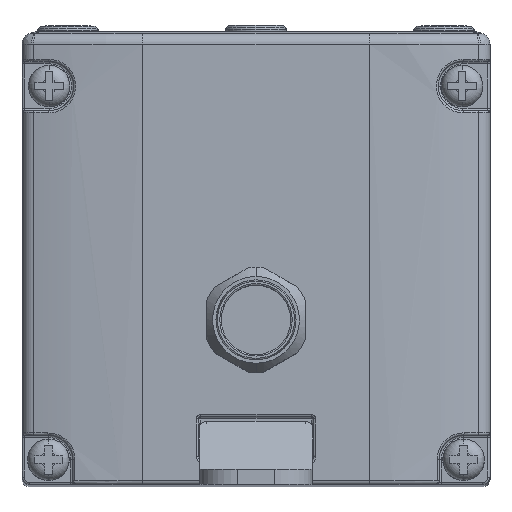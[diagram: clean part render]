
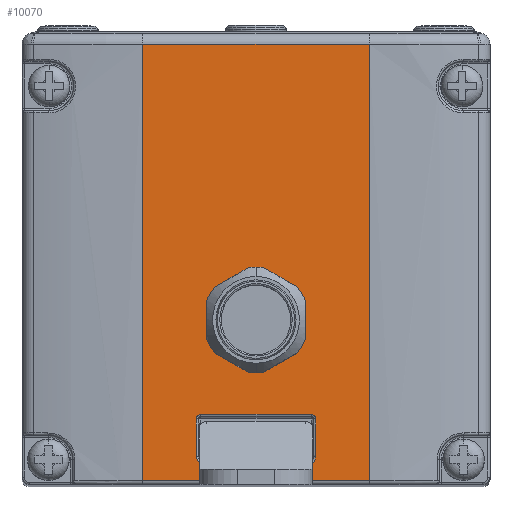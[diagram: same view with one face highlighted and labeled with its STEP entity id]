
A CAD part, top view. The second image highlights one B-rep face of the part: STEP entity #10070.
In plain terms, the highlighted planar face has unit normal (0, 0, 1).
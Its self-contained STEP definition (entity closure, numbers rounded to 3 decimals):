
#683 = ORIENTED_EDGE ( 'NONE', *, *, #12152, .F. ) ;
#684 = VERTEX_POINT ( 'NONE', #5797 ) ;
#703 = EDGE_CURVE ( 'NONE', #14052, #20678, #20291, .T. ) ;
#900 = CARTESIAN_POINT ( 'NONE',  ( 7.9, -26.773, 7. ) ) ;
#1116 = CARTESIAN_POINT ( 'NONE',  ( 7.651, -27.124, 7. ) ) ;
#1507 = LINE ( 'NONE', #11405, #17375 ) ;
#1781 = CARTESIAN_POINT ( 'NONE',  ( 7.9, -21.3, 7. ) ) ;
#1799 = DIRECTION ( 'NONE',  ( 0., 0., -1. ) ) ;
#1881 = VECTOR ( 'NONE', #6920, 1000. ) ;
#2558 = ORIENTED_EDGE ( 'NONE', *, *, #7789, .T. ) ;
#2913 = ORIENTED_EDGE ( 'NONE', *, *, #5370, .T. ) ;
#2957 = VERTEX_POINT ( 'NONE', #16431 ) ;
#3060 = FACE_BOUND ( 'NONE', #16691, .T. ) ;
#3071 = DIRECTION ( 'NONE',  ( -1., 0., 0. ) ) ;
#3182 = ORIENTED_EDGE ( 'NONE', *, *, #6857, .T. ) ;
#3301 = CARTESIAN_POINT ( 'NONE',  ( -15., 28.349, 7. ) ) ;
#3425 =( BOUNDED_CURVE ( )  B_SPLINE_CURVE ( 3, ( #15791, #900, #1116, #6117 ),
 .UNSPECIFIED., .F., .T. ) 
 B_SPLINE_CURVE_WITH_KNOTS ( ( 4, 4 ),
 ( 1.571, 3.142 ),
 .UNSPECIFIED. ) 
 CURVE ( )  GEOMETRIC_REPRESENTATION_ITEM ( )  RATIONAL_B_SPLINE_CURVE ( ( 1., 0.805, 0.805, 1. ) ) 
 REPRESENTATION_ITEM ( '' )  );
#3553 = VERTEX_POINT ( 'NONE', #6769 ) ;
#3722 = AXIS2_PLACEMENT_3D ( 'NONE', #17129, #20624, #20406 ) ;
#4239 = ORIENTED_EDGE ( 'NONE', *, *, #19224, .T. ) ;
#4276 = EDGE_CURVE ( 'NONE', #9676, #684, #10334, .T. ) ;
#4444 = VERTEX_POINT ( 'NONE', #3301 ) ;
#4509 = VECTOR ( 'NONE', #16482, 1000. ) ;
#4820 = CARTESIAN_POINT ( 'NONE',  ( -15., -29.5, 7. ) ) ;
#4825 = ORIENTED_EDGE ( 'NONE', *, *, #9194, .T. ) ;
#5008 = DIRECTION ( 'NONE',  ( 0., 0., -1. ) ) ;
#5370 = EDGE_CURVE ( 'NONE', #11240, #14938, #7565, .T. ) ;
#5797 = CARTESIAN_POINT ( 'NONE',  ( 5.8, -8.2, 7. ) ) ;
#5945 = VERTEX_POINT ( 'NONE', #21383 ) ;
#6117 = CARTESIAN_POINT ( 'NONE',  ( 7.3, -27.124, 7. ) ) ;
#6132 = CARTESIAN_POINT ( 'NONE',  ( -7.3, -27.124, 7. ) ) ;
#6438 = CARTESIAN_POINT ( 'NONE',  ( 0., 28.349, 7. ) ) ;
#6703 = LINE ( 'NONE', #8009, #4509 ) ;
#6769 = CARTESIAN_POINT ( 'NONE',  ( 7.3, -20.7, 7. ) ) ;
#6796 = CARTESIAN_POINT ( 'NONE',  ( 7.9, -26.276, 7. ) ) ;
#6857 = EDGE_CURVE ( 'NONE', #3553, #11240, #7639, .T. ) ;
#6920 = DIRECTION ( 'NONE',  ( 0., -1., 0. ) ) ;
#7011 = CARTESIAN_POINT ( 'NONE',  ( -7.3, -21.3, 7. ) ) ;
#7565 = LINE ( 'NONE', #14189, #19083 ) ;
#7639 = CIRCLE ( 'NONE', #11833, 0.6 ) ;
#7662 = DIRECTION ( 'NONE',  ( -1., 0., 0. ) ) ;
#7745 = CARTESIAN_POINT ( 'NONE',  ( -7.9, -21.3, 7. ) ) ;
#7789 = EDGE_CURVE ( 'NONE', #8673, #8593, #17714, .T. ) ;
#7905 = EDGE_CURVE ( 'NONE', #4444, #8673, #1507, .T. ) ;
#8009 = CARTESIAN_POINT ( 'NONE',  ( 7.3, -20.7, 7. ) ) ;
#8056 = CARTESIAN_POINT ( 'NONE',  ( -7.9, -26.773, 7. ) ) ;
#8352 = EDGE_LOOP ( 'NONE', ( #20587, #17565, #20781, #3182, #2913, #20117, #4239, #16327 ) ) ;
#8371 = EDGE_CURVE ( 'NONE', #2957, #3553, #6703, .T. ) ;
#8593 = VERTEX_POINT ( 'NONE', #13954 ) ;
#8673 = VERTEX_POINT ( 'NONE', #4820 ) ;
#8744 = DIRECTION ( 'NONE',  ( 0., 0., -1. ) ) ;
#8854 = CARTESIAN_POINT ( 'NONE',  ( 7.3, -21.3, 7. ) ) ;
#9194 = EDGE_CURVE ( 'NONE', #684, #9676, #11160, .T. ) ;
#9676 = VERTEX_POINT ( 'NONE', #20183 ) ;
#9831 = LINE ( 'NONE', #6438, #18927 ) ;
#10017 = VECTOR ( 'NONE', #12425, 1000. ) ;
#10030 = DIRECTION ( 'NONE',  ( 1., 0., 0. ) ) ;
#10070 = ADVANCED_FACE ( 'NONE', ( #13285, #3060, #16209 ), #19496, .T. ) ;
#10334 = CIRCLE ( 'NONE', #3722, 5.8 ) ;
#10350 =( BOUNDED_CURVE ( )  B_SPLINE_CURVE ( 3, ( #19372, #11112, #8056, #11220 ),
 .UNSPECIFIED., .F., .T. ) 
 B_SPLINE_CURVE_WITH_KNOTS ( ( 4, 4 ),
 ( 0., 1.571 ),
 .UNSPECIFIED. ) 
 CURVE ( )  GEOMETRIC_REPRESENTATION_ITEM ( )  RATIONAL_B_SPLINE_CURVE ( ( 1., 0.805, 0.805, 1. ) ) 
 REPRESENTATION_ITEM ( '' )  );
#10625 = VERTEX_POINT ( 'NONE', #11740 ) ;
#10738 = ORIENTED_EDGE ( 'NONE', *, *, #7905, .T. ) ;
#10776 = VECTOR ( 'NONE', #7662, 1000. ) ;
#11112 = CARTESIAN_POINT ( 'NONE',  ( -7.651, -27.124, 7. ) ) ;
#11160 = CIRCLE ( 'NONE', #15308, 5.8 ) ;
#11220 = CARTESIAN_POINT ( 'NONE',  ( -7.9, -26.276, 7. ) ) ;
#11240 = VERTEX_POINT ( 'NONE', #1781 ) ;
#11405 = CARTESIAN_POINT ( 'NONE',  ( -15., 30., 7. ) ) ;
#11740 = CARTESIAN_POINT ( 'NONE',  ( -7.3, -27.124, 7. ) ) ;
#11833 = AXIS2_PLACEMENT_3D ( 'NONE', #8854, #8744, #13952 ) ;
#12152 = EDGE_CURVE ( 'NONE', #5945, #8593, #16924, .T. ) ;
#12190 = ORIENTED_EDGE ( 'NONE', *, *, #14117, .T. ) ;
#12425 = DIRECTION ( 'NONE',  ( 0., 1., 0. ) ) ;
#12919 = DIRECTION ( 'NONE',  ( 1., 0., 0. ) ) ;
#13285 = FACE_BOUND ( 'NONE', #8352, .T. ) ;
#13299 = CARTESIAN_POINT ( 'NONE',  ( 7.3, -27.124, 7. ) ) ;
#13589 = CARTESIAN_POINT ( 'NONE',  ( 0., -8.2, 7. ) ) ;
#13850 = EDGE_CURVE ( 'NONE', #20678, #2957, #17876, .T. ) ;
#13952 = DIRECTION ( 'NONE',  ( 1., 0., 0. ) ) ;
#13954 = CARTESIAN_POINT ( 'NONE',  ( 15., -29.5, 7. ) ) ;
#14038 = CARTESIAN_POINT ( 'NONE',  ( 15., -29.5, 7. ) ) ;
#14052 = VERTEX_POINT ( 'NONE', #19506 ) ;
#14117 = EDGE_CURVE ( 'NONE', #5945, #4444, #9831, .T. ) ;
#14189 = CARTESIAN_POINT ( 'NONE',  ( 7.9, 0., 7. ) ) ;
#14737 = AXIS2_PLACEMENT_3D ( 'NONE', #7011, #1799, #17123 ) ;
#14938 = VERTEX_POINT ( 'NONE', #6796 ) ;
#15011 = DIRECTION ( 'NONE',  ( 1., 0., 0. ) ) ;
#15308 = AXIS2_PLACEMENT_3D ( 'NONE', #13589, #5008, #15011 ) ;
#15791 = CARTESIAN_POINT ( 'NONE',  ( 7.9, -26.276, 7. ) ) ;
#16209 = FACE_OUTER_BOUND ( 'NONE', #16788, .T. ) ;
#16327 = ORIENTED_EDGE ( 'NONE', *, *, #17841, .T. ) ;
#16431 = CARTESIAN_POINT ( 'NONE',  ( -7.3, -20.7, 7. ) ) ;
#16433 = DIRECTION ( 'NONE',  ( 0., 0., 1. ) ) ;
#16482 = DIRECTION ( 'NONE',  ( 1., 0., 0. ) ) ;
#16691 = EDGE_LOOP ( 'NONE', ( #4825, #21224 ) ) ;
#16788 = EDGE_LOOP ( 'NONE', ( #10738, #2558, #683, #12190 ) ) ;
#16924 = LINE ( 'NONE', #18895, #1881 ) ;
#17123 = DIRECTION ( 'NONE',  ( 1., 0., 0. ) ) ;
#17129 = CARTESIAN_POINT ( 'NONE',  ( 0., -8.2, 7. ) ) ;
#17258 = EDGE_CURVE ( 'NONE', #14938, #18566, #3425, .T. ) ;
#17375 = VECTOR ( 'NONE', #18044, 1000. ) ;
#17565 = ORIENTED_EDGE ( 'NONE', *, *, #13850, .T. ) ;
#17714 = LINE ( 'NONE', #14038, #18825 ) ;
#17841 = EDGE_CURVE ( 'NONE', #10625, #14052, #10350, .T. ) ;
#17876 = CIRCLE ( 'NONE', #14737, 0.6 ) ;
#18044 = DIRECTION ( 'NONE',  ( 0., -1., 0. ) ) ;
#18566 = VERTEX_POINT ( 'NONE', #13299 ) ;
#18825 = VECTOR ( 'NONE', #12919, 1000. ) ;
#18895 = CARTESIAN_POINT ( 'NONE',  ( 15., 30., 7. ) ) ;
#18927 = VECTOR ( 'NONE', #3071, 1000. ) ;
#19083 = VECTOR ( 'NONE', #21080, 1000. ) ;
#19224 = EDGE_CURVE ( 'NONE', #18566, #10625, #21060, .T. ) ;
#19372 = CARTESIAN_POINT ( 'NONE',  ( -7.3, -27.124, 7. ) ) ;
#19496 = PLANE ( 'NONE',  #21285 ) ;
#19506 = CARTESIAN_POINT ( 'NONE',  ( -7.9, -26.276, 7. ) ) ;
#19602 = CARTESIAN_POINT ( 'NONE',  ( 0., 0., 7. ) ) ;
#20117 = ORIENTED_EDGE ( 'NONE', *, *, #17258, .T. ) ;
#20183 = CARTESIAN_POINT ( 'NONE',  ( -5.8, -8.2, 7. ) ) ;
#20291 = LINE ( 'NONE', #20501, #10017 ) ;
#20406 = DIRECTION ( 'NONE',  ( 1., 0., 0. ) ) ;
#20501 = CARTESIAN_POINT ( 'NONE',  ( -7.9, -21.3, 7. ) ) ;
#20587 = ORIENTED_EDGE ( 'NONE', *, *, #703, .T. ) ;
#20624 = DIRECTION ( 'NONE',  ( 0., 0., -1. ) ) ;
#20678 = VERTEX_POINT ( 'NONE', #7745 ) ;
#20781 = ORIENTED_EDGE ( 'NONE', *, *, #8371, .T. ) ;
#21060 = LINE ( 'NONE', #6132, #10776 ) ;
#21080 = DIRECTION ( 'NONE',  ( 0., -1., 0. ) ) ;
#21224 = ORIENTED_EDGE ( 'NONE', *, *, #4276, .T. ) ;
#21285 = AXIS2_PLACEMENT_3D ( 'NONE', #19602, #16433, #10030 ) ;
#21383 = CARTESIAN_POINT ( 'NONE',  ( 15., 28.349, 7. ) ) ;
